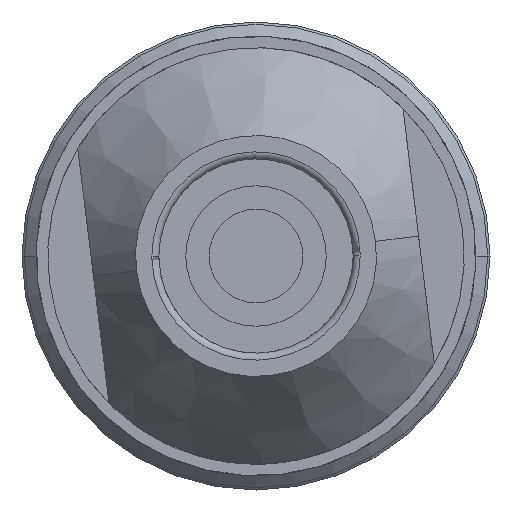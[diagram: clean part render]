
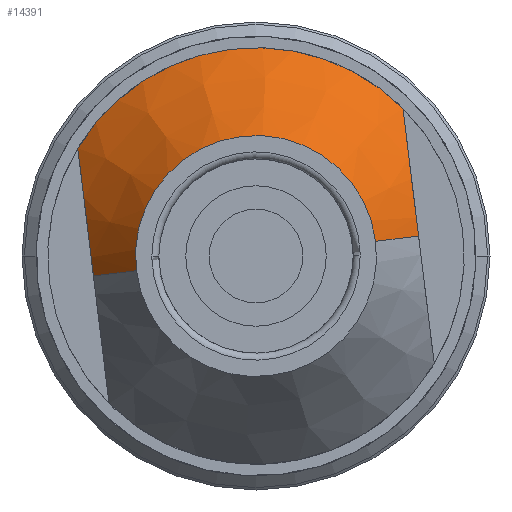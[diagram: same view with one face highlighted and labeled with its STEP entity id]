
A CAD part, front view. The second image highlights one B-rep face of the part: STEP entity #14391.
In plain terms, the highlighted conical face has half-angle 36.87 degrees and reference radius 7.025 mm.
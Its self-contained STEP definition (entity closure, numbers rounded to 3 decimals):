
#6752=CARTESIAN_POINT('',(6.948,-47.483,
0.853));
#6753=CARTESIAN_POINT('',(6.93,-47.483,
0.997));
#6754=CARTESIAN_POINT('',(6.895,-47.471,1.286));
#6755=CARTESIAN_POINT('',(6.841,-47.417,1.72));
#6756=CARTESIAN_POINT('',(6.788,-47.326,2.158));
#6757=CARTESIAN_POINT('',(6.733,-47.197,2.604));
#6758=CARTESIAN_POINT('',(6.677,-47.03,3.058));
#6759=CARTESIAN_POINT('',(6.62,-46.822,3.527));
#6760=CARTESIAN_POINT('',(6.56,-46.569,4.014));
#6761=CARTESIAN_POINT('',(6.497,-46.266,4.525));
#6762=CARTESIAN_POINT('',(6.43,-45.906,5.069));
#6763=CARTESIAN_POINT('',(6.358,-45.477,5.656));
#6764=CARTESIAN_POINT('',(6.305,-45.135,6.085));
#6765=CARTESIAN_POINT('',(6.278,-44.95,6.308));
#6767=CARTESIAN_POINT('',(6.948,-47.483,
0.853));
#6787=DIRECTION('',(0.596,-0.8,0.073));
#6788=VECTOR('',#6787,3.083);
#6789=CARTESIAN_POINT('',(-6.948,-47.483,
-0.853));
#6790=LINE('',#6789,#6788);
#6791=CARTESIAN_POINT('',(-6.948,-47.483,
-0.853));
#6820=DIRECTION('',(-0.596,-0.8,-0.073));
#6821=VECTOR('',#6820,3.083);
#6822=CARTESIAN_POINT('',(6.948,-47.483,
0.853));
#6823=LINE('',#6822,#6821);
#6824=CARTESIAN_POINT('',(-6.948,-47.483,
-0.853));
#6825=CARTESIAN_POINT('',(-6.966,-47.483,
-0.709));
#6826=CARTESIAN_POINT('',(-7.001,-47.471,
-0.42));
#6827=CARTESIAN_POINT('',(-7.054,-47.417,
0.015));
#6828=CARTESIAN_POINT('',(-7.108,-47.325,
0.455));
#6829=CARTESIAN_POINT('',(-7.163,-47.197,
0.9));
#6830=CARTESIAN_POINT('',(-7.219,-47.029,
1.356));
#6831=CARTESIAN_POINT('',(-7.277,-46.82,
1.825));
#6832=CARTESIAN_POINT('',(-7.336,-46.567,
2.312));
#6833=CARTESIAN_POINT('',(-7.399,-46.263,
2.824));
#6834=CARTESIAN_POINT('',(-7.466,-45.903,
3.367));
#6835=CARTESIAN_POINT('',(-7.538,-45.476,
3.952));
#6836=CARTESIAN_POINT('',(-7.59,-45.134,
4.38));
#6837=CARTESIAN_POINT('',(-7.618,-44.95,4.602));
#6839=CARTESIAN_POINT('',(0.,-44.95,0.));
#6840=DIRECTION('',(0.,1.,0.));
#6841=DIRECTION('',(-0.856,0.,0.517));
#6842=AXIS2_PLACEMENT_3D('',#6839,#6840,#6841);
#6844=CARTESIAN_POINT('',(0.,-44.95,0.));
#6845=DIRECTION('',(0.,1.,0.));
#6846=DIRECTION('',(-0.122,0.,0.993));
#6847=AXIS2_PLACEMENT_3D('',#6844,#6845,#6846);
#6854=CARTESIAN_POINT('',(0.,-49.95,0.));
#6855=DIRECTION('',(0.,1.,0.));
#6856=DIRECTION('',(-0.993,0.,-0.122));
#6857=AXIS2_PLACEMENT_3D('',#6854,#6855,#6856);
#8978=CARTESIAN_POINT('',(6.278,-44.95,6.308));
#8979=VERTEX_POINT('',#8978);
#8980=CARTESIAN_POINT('',(-1.085,-44.95,8.834));
#8981=VERTEX_POINT('',#8980);
#8982=CARTESIAN_POINT('',(-7.618,-44.95,4.602));
#8983=VERTEX_POINT('',#8982);
#8984=VERTEX_POINT('',#6767);
#8985=VERTEX_POINT('',#6791);
#8986=CARTESIAN_POINT('',(-5.112,-49.95,-0.628));
#8987=VERTEX_POINT('',#8986);
#8988=CARTESIAN_POINT('',(5.112,-49.95,0.628));
#8989=VERTEX_POINT('',#8988);
#14376=CARTESIAN_POINT('',(0.,-47.45,0.));
#14377=DIRECTION('',(0.,1.,0.));
#14378=DIRECTION('',(0.993,0.,0.122));
#14379=AXIS2_PLACEMENT_3D('',#14376,#14377,#14378);
#14380=CONICAL_SURFACE('',#14379,7.025,36.87);
#14381=ORIENTED_EDGE('',*,*,#14328,.F.);
#14382=ORIENTED_EDGE('',*,*,#14347,.T.);
#14384=ORIENTED_EDGE('',*,*,#14383,.F.);
#14385=ORIENTED_EDGE('',*,*,#14343,.F.);
#14386=ORIENTED_EDGE('',*,*,#14360,.T.);
#14387=ORIENTED_EDGE('',*,*,#14297,.T.);
#14388=ORIENTED_EDGE('',*,*,#14295,.T.);
#14389=EDGE_LOOP('',(#14381,#14382,#14384,#14385,#14386,#14387,#14388));
#14390=FACE_OUTER_BOUND('',#14389,.F.);
#14391=ADVANCED_FACE('',(#14390),#14380,.T.);
#6766=B_SPLINE_CURVE_WITH_KNOTS('',3,(#6752,#6753,#6754,#6755,#6756,#6757,#6758,
#6759,#6760,#6761,#6762,#6763,#6764,#6765),.UNSPECIFIED.,.F.,.F.,(4,1,1,1,1,1,1,
1,1,1,1,4),(0.,0.091,0.182,0.273,
0.364,0.455,0.545,0.636,
0.727,0.818,0.909,1.),.UNSPECIFIED.);
#6838=B_SPLINE_CURVE_WITH_KNOTS('',3,(#6824,#6825,#6826,#6827,#6828,#6829,#6830,
#6831,#6832,#6833,#6834,#6835,#6836,#6837),.UNSPECIFIED.,.F.,.F.,(4,1,1,1,1,1,1,
1,1,1,1,4),(0.,0.091,0.182,0.273,
0.364,0.455,0.545,0.636,
0.727,0.818,0.909,1.),.UNSPECIFIED.);
#6843=CIRCLE('',#6842,8.9);
#6848=CIRCLE('',#6847,8.9);
#6858=CIRCLE('',#6857,5.15);
#14295=EDGE_CURVE('',#8981,#8979,#6848,.T.);
#14297=EDGE_CURVE('',#8983,#8981,#6843,.T.);
#14328=EDGE_CURVE('',#8984,#8979,#6766,.T.);
#14343=EDGE_CURVE('',#8985,#8987,#6790,.T.);
#14347=EDGE_CURVE('',#8984,#8989,#6823,.T.);
#14360=EDGE_CURVE('',#8985,#8983,#6838,.T.);
#14383=EDGE_CURVE('',#8987,#8989,#6858,.T.);
